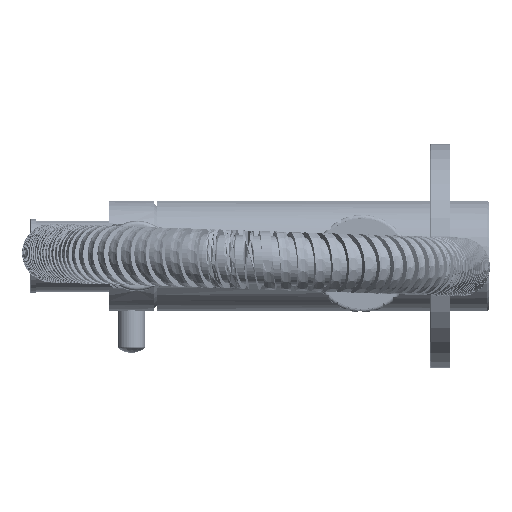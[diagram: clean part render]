
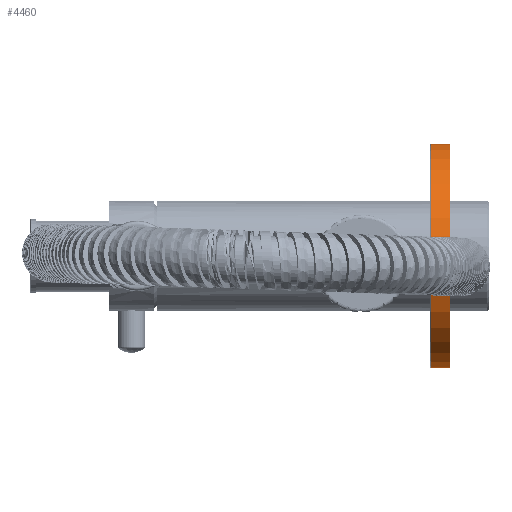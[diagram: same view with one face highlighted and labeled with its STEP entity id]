
A CAD part, front view. The second image highlights one B-rep face of the part: STEP entity #4460.
In plain terms, the highlighted cylindrical face has radius 32.5 mm (diameter 65 mm), a partial arc.
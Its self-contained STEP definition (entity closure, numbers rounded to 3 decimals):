
#195 = DIRECTION ( 'NONE',  ( -1., 0., 0. ) ) ;
#2697 = DIRECTION ( 'NONE',  ( 0., 0., -1. ) ) ;
#4460 = ADVANCED_FACE ( 'NONE', ( #101684 ), #45553, .T. ) ;
#8497 = VERTEX_POINT ( 'NONE', #49403 ) ;
#9261 = CARTESIAN_POINT ( 'NONE',  ( 6., 0., 0. ) ) ;
#18709 = DIRECTION ( 'NONE',  ( -1., 0., 0. ) ) ;
#19532 = CARTESIAN_POINT ( 'NONE',  ( 0., 0., 32.5 ) ) ;
#20290 = CARTESIAN_POINT ( 'NONE',  ( 6., 0., 32.5 ) ) ;
#20361 = LINE ( 'NONE', #75229, #103016 ) ;
#21250 = VERTEX_POINT ( 'NONE', #88929 ) ;
#25831 = AXIS2_PLACEMENT_3D ( 'NONE', #71033, #90438, #62361 ) ;
#28647 = AXIS2_PLACEMENT_3D ( 'NONE', #76907, #58392, #2697 ) ;
#31203 = EDGE_CURVE ( 'NONE', #8497, #67327, #90188, .T. ) ;
#40009 = ORIENTED_EDGE ( 'NONE', *, *, #92012, .T. ) ;
#42268 = EDGE_CURVE ( 'NONE', #8497, #21250, #20361, .T. ) ;
#44233 = ORIENTED_EDGE ( 'NONE', *, *, #80485, .T. ) ;
#45553 = CYLINDRICAL_SURFACE ( 'NONE', #25831, 32.5 ) ;
#45609 = DIRECTION ( 'NONE',  ( 0., 0., 1. ) ) ;
#49403 = CARTESIAN_POINT ( 'NONE',  ( 6., 0., -32.5 ) ) ;
#54245 = AXIS2_PLACEMENT_3D ( 'NONE', #9261, #195, #45609 ) ;
#58392 = DIRECTION ( 'NONE',  ( 1., 0., 0. ) ) ;
#62361 = DIRECTION ( 'NONE',  ( 0., 0., 1. ) ) ;
#63581 = CIRCLE ( 'NONE', #28647, 32.5 ) ;
#67327 = VERTEX_POINT ( 'NONE', #20290 ) ;
#68358 = ORIENTED_EDGE ( 'NONE', *, *, #31203, .T. ) ;
#71033 = CARTESIAN_POINT ( 'NONE',  ( 0., 0., 0. ) ) ;
#75229 = CARTESIAN_POINT ( 'NONE',  ( 0., 0., -32.5 ) ) ;
#76907 = CARTESIAN_POINT ( 'NONE',  ( 0.5, 0., 0. ) ) ;
#80485 = EDGE_CURVE ( 'NONE', #67327, #86027, #81957, .T. ) ;
#81957 = LINE ( 'NONE', #19532, #93814 ) ;
#82355 = EDGE_LOOP ( 'NONE', ( #108972, #68358, #44233, #40009 ) ) ;
#84328 = DIRECTION ( 'NONE',  ( -1., 0., 0. ) ) ;
#86027 = VERTEX_POINT ( 'NONE', #102121 ) ;
#88929 = CARTESIAN_POINT ( 'NONE',  ( 0.5, 0., -32.5 ) ) ;
#90188 = CIRCLE ( 'NONE', #54245, 32.5 ) ;
#90438 = DIRECTION ( 'NONE',  ( -1., 0., 0. ) ) ;
#92012 = EDGE_CURVE ( 'NONE', #86027, #21250, #63581, .T. ) ;
#93814 = VECTOR ( 'NONE', #84328, 1000. ) ;
#101684 = FACE_OUTER_BOUND ( 'NONE', #82355, .T. ) ;
#102121 = CARTESIAN_POINT ( 'NONE',  ( 0.5, 0., 32.5 ) ) ;
#103016 = VECTOR ( 'NONE', #18709, 1000. ) ;
#108972 = ORIENTED_EDGE ( 'NONE', *, *, #42268, .F. ) ;
